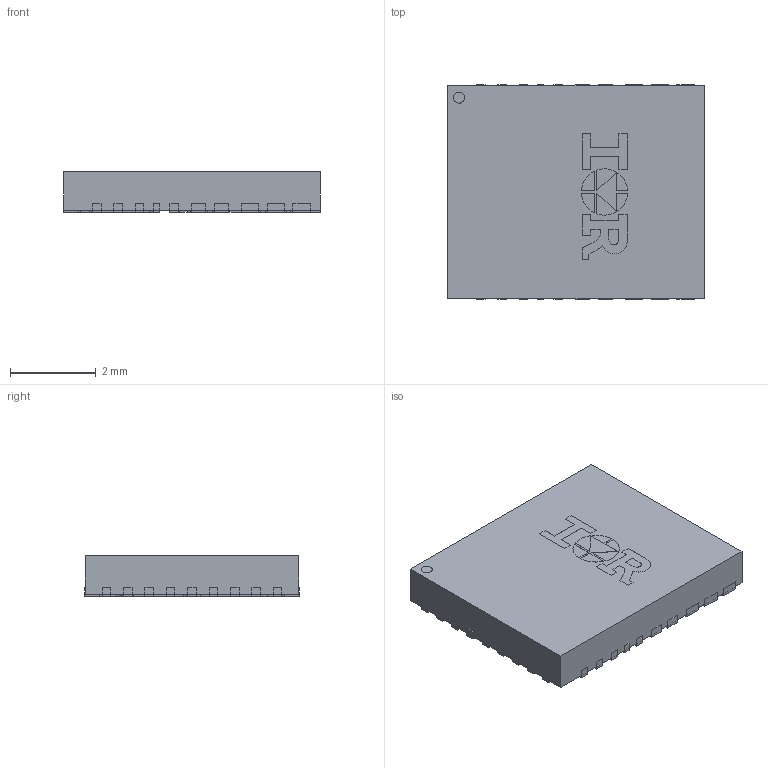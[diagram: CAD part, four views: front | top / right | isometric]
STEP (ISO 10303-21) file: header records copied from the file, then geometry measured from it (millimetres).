
FILE_DESCRIPTION(/* description */ (''),/* implementation_level */ '2;1');
FILE_NAME(/* name */ 'PG-IQFN-31-902_Z8B00223076_V03_3D.stp',/* time_stamp */ '2023-07-20T12:43:06+05:00',/* author */ ('Subramani'),/* organization */ (''),/* preprocessor_version */ 'ST-DEVELOPER v16.13',/* originating_system */ 'AutoCAD Mechanical',/* authorisation */ '');
FILE_SCHEMA (('AUTOMOTIVE_DESIGN { 1 0 10303 214 3 1 1 }'));
Length unit declared in the file: millimetre
Products named in the file (1): Product
Bounding box: 6 x 5 x 0.95 mm (x, y, z)
Surface area: 133.6 mm2
Topology: 30 solids, 30 shells, 340 faces, 837 edges, 558 vertices
Faces by surface type: plane 249, cylinder 91
Full cylindrical faces by diameter (mm): 0.26 x2
Entity records: 10008 total; most frequent: CARTESIAN_POINT 1734, DIRECTION 1699, ORIENTED_EDGE 1670, EDGE_CURVE 835, LINE 653, VECTOR 653, VERTEX_POINT 558, AXIS2_PLACEMENT_3D 523
